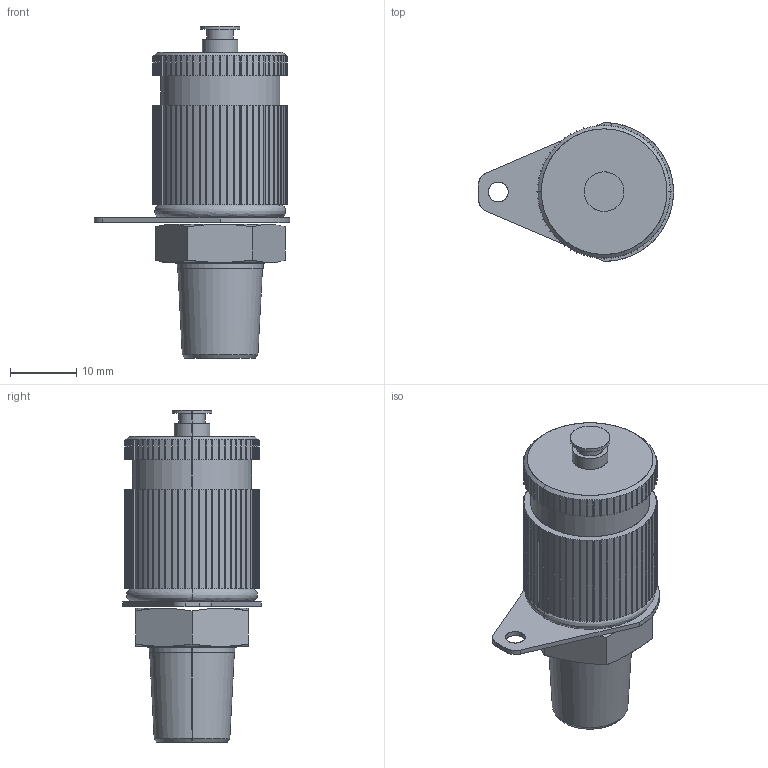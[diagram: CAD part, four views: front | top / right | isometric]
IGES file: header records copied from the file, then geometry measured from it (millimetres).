
Start section: SolidWorks IGES file using analytic representation for surfaces
Global section: file name: 8172677.IGS; native system: SolidWorks 2022; preprocessor: SolidWorks 2022; author: mks; date: 230428.085156; units: millimetre
Bounding box: 29.5 x 21 x 50.2 mm (x, y, z)
Surface area: 4042.2 mm2 (no closed solid volume)
Topology: 0 solids, 0 shells, 420 faces, 3145 edges, 3145 vertices
Faces by surface type: bspline 263, revolution 157
